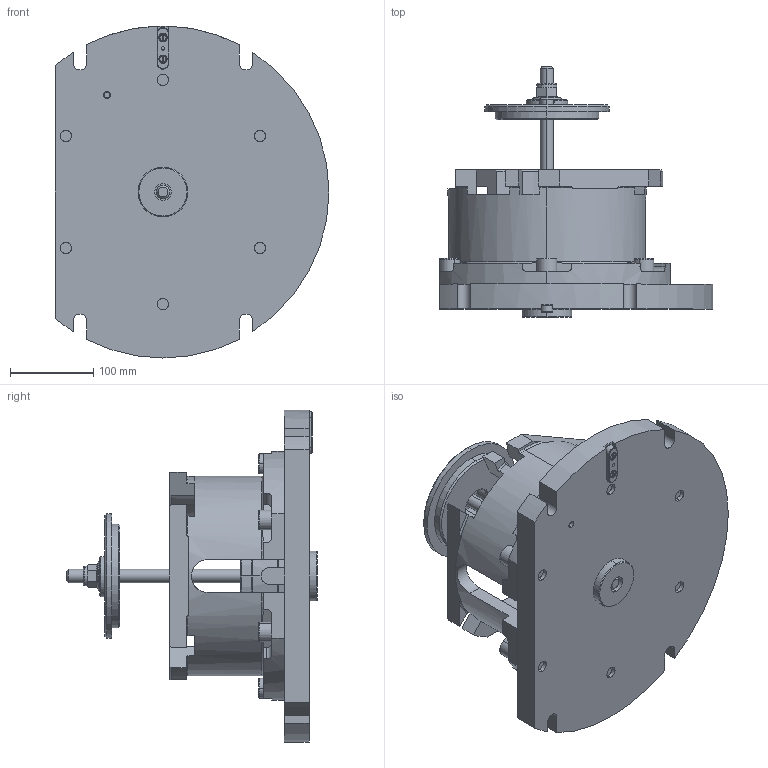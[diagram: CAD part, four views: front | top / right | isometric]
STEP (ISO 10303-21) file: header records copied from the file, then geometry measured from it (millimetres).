
FILE_DESCRIPTION (( 'STEP AP203' ), '1' );
FILE_NAME ('ïðèñïîñîáëåíèå â ñáîðå.STEP', '2016-02-14T12:19:13', ( '' ), ( '' ), 'SwSTEP 2.0', 'SolidWorks 2012', '' );
FILE_SCHEMA (( 'CONFIG_CONTROL_DESIGN' ));
Length unit declared in the file: millimetre
Products named in the file (13): øïèëüêà Ì16-300; áûñòðîñúåìíàÿ øàéáà; 瀔鳽鳻; torque nut 11-2_iso_ISO 12125-M16x1.5-N; slotted cheese head screw_iso_ISO 1207 - M5 x 16 --- 16N; 攮鍙罻; parallel pin hardened_iso_Parallel Pin ISO 8734 - 8 x 50 - A - St; socket head cap screw_iso_ISO 4762 M16 x 40 --- 40N; 嚦鍣罻; ïàëåö öåíòðàëüíûé ìàëûé; ïàëåö öåíòðàëüíûé áîëüøîé; îñíîâàíèå; ïðèñïîñîáëåíèå â ñáîðå
Assembly tree (18 placements, depth 2):
  ïðèñïîñîáëåíèå â ñáîðå
    îñíîâàíèå
    ïàëåö öåíòðàëüíûé áîëüøîé
    ïàëåö öåíòðàëüíûé ìàëûé
    嚦鍣罻
    socket head cap screw_iso_ISO 4762 M16 x 40 --- 40N  x6
    parallel pin hardened_iso_Parallel Pin ISO 8734 - 8 x 50 - A - St
    攮鍙罻
    slotted cheese head screw_iso_ISO 1207 - M5 x 16 --- 16N  x2
    torque nut 11-2_iso_ISO 12125-M16x1.5-N
    瀔鳽鳻
    áûñòðîñúåìíàÿ øàéáà
    øïèëüêà Ì16-300
Bounding box: 330 x 302.3 x 400 mm (x, y, z)
Volume: 5866240.1 mm3; surface area: 744008.4 mm2
Topology: 17 solids, 18 shells, 582 faces, 1407 edges, 877 vertices
Faces by surface type: plane 250, cylinder 172, cone 105, torus 49, bspline 6
Entity records: 15876 total; most frequent: CARTESIAN_POINT 3705, DIRECTION 2315, ORIENTED_EDGE 2170, EDGE_CURVE 1085, AXIS2_PLACEMENT_3D 908, VERTEX_POINT 692, EDGE_LOOP 501, LINE 499
